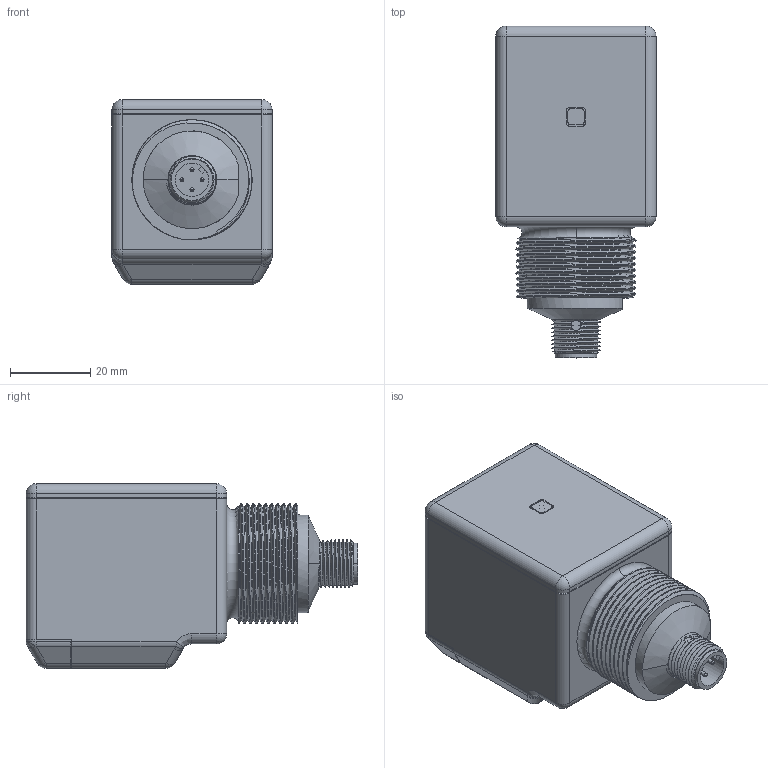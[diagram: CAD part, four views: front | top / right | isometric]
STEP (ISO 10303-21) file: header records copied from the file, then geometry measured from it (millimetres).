
FILE_DESCRIPTION((''),'2;1');
FILE_NAME('156729_ASM','2015-11-06T',('pdmadmin'),(''),'PRO/ENGINEER BY PARAMETRIC TECHNOLOGY CORPORATION, 2013230','PRO/ENGINEER BY PARAMETRIC TECHNOLOGY CORPORATION, 2013230','');
FILE_SCHEMA(('CONFIG_CONTROL_DESIGN'));
Length unit declared in the file: inch
Products named in the file (12): 32190_GENERIC_AF0; 32191; 32761; 08427; 37050_ASM; 32459; 141181; 01804; 37043_ASM; 70026; 69966; 156729_ASM
Assembly tree (12 placements, depth 3):
  156729_ASM
    32190_GENERIC_AF0
    32191  x2
    37050_ASM
      32761
      08427
    37043_ASM
      32459
      141181
      01804
    70026
    69966
Bounding box: 39.98 x 82.79 x 46.08 mm (x, y, z)
Volume: 28237.6 mm3; surface area: 43417.6 mm2
Topology: 10 solids, 10 shells, 585 faces, 1432 edges, 904 vertices
Faces by surface type: cylinder 234, plane 217, cone 54, bspline 42, sphere 24, torus 12, revolution 2
Entity records: 23354 total; most frequent: CARTESIAN_POINT 10210, DIRECTION 2713, ORIENTED_EDGE 2676, EDGE_CURVE 1338, AXIS2_PLACEMENT_3D 1030, VERTEX_POINT 851, VECTOR 651, LINE 651
